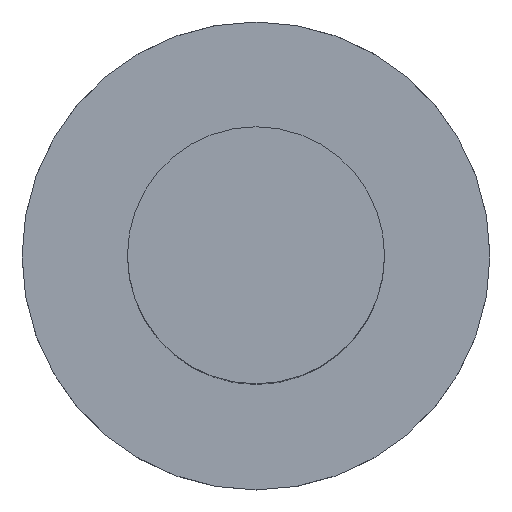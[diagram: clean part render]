
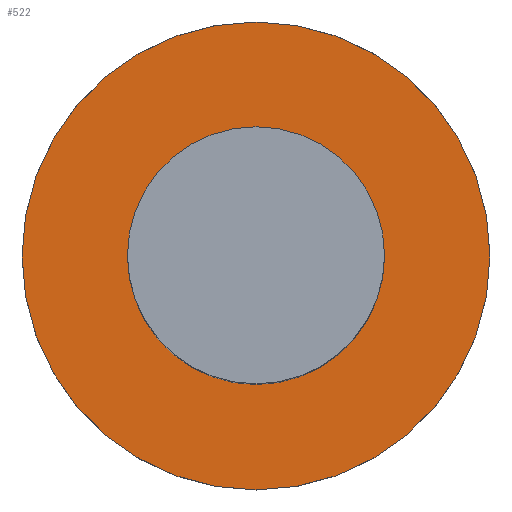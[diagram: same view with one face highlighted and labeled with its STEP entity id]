
A CAD part, top view. The second image highlights one B-rep face of the part: STEP entity #522.
In plain terms, the highlighted planar face has unit normal (0, 0, 1).
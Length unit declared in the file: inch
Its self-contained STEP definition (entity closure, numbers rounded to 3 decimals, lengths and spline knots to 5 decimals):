
#8 = CIRCLE ( 'NONE', #594, 0.04921 ) ;
#49 = DIRECTION ( 'NONE',  ( 0., 0., -1. ) ) ;
#68 = CARTESIAN_POINT ( 'NONE',  ( 0., 0., -0.14567 ) ) ;
#116 = CARTESIAN_POINT ( 'NONE',  ( 0., 0., -0.14567 ) ) ;
#127 = ORIENTED_EDGE ( 'NONE', *, *, #343, .F. ) ;
#144 = EDGE_LOOP ( 'NONE', ( #127, #367 ) ) ;
#156 = DIRECTION ( 'NONE',  ( 0., 0., 1. ) ) ;
#161 = AXIS2_PLACEMENT_3D ( 'NONE', #704, #510, #616 ) ;
#240 = EDGE_CURVE ( 'NONE', #512, #856, #568, .T. ) ;
#243 = ORIENTED_EDGE ( 'NONE', *, *, #543, .F. ) ;
#342 = PLANE ( 'NONE',  #161 ) ;
#343 = EDGE_CURVE ( 'NONE', #856, #512, #528, .T. ) ;
#347 = VERTEX_POINT ( 'NONE', #1102 ) ;
#367 = ORIENTED_EDGE ( 'NONE', *, *, #240, .F. ) ;
#406 = CARTESIAN_POINT ( 'NONE',  ( 0.08957, 0., -0.14567 ) ) ;
#433 = ORIENTED_EDGE ( 'NONE', *, *, #519, .F. ) ;
#499 = AXIS2_PLACEMENT_3D ( 'NONE', #68, #156, #598 ) ;
#510 = DIRECTION ( 'NONE',  ( 0., 0., -1. ) ) ;
#512 = VERTEX_POINT ( 'NONE', #1128 ) ;
#515 = FACE_OUTER_BOUND ( 'NONE', #144, .T. ) ;
#519 = EDGE_CURVE ( 'NONE', #347, #766, #1092, .T. ) ;
#522 = ADVANCED_FACE ( 'NONE', ( #515, #870 ), #342, .F. ) ;
#528 = CIRCLE ( 'NONE', #786, 0.08957 ) ;
#543 = EDGE_CURVE ( 'NONE', #766, #347, #8, .T. ) ;
#568 = CIRCLE ( 'NONE', #840, 0.08957 ) ;
#594 = AXIS2_PLACEMENT_3D ( 'NONE', #858, #882, #1146 ) ;
#598 = DIRECTION ( 'NONE',  ( 1., 0., 0. ) ) ;
#616 = DIRECTION ( 'NONE',  ( 0., -1., 0. ) ) ;
#658 = DIRECTION ( 'NONE',  ( 1., 0., 0. ) ) ;
#672 = CARTESIAN_POINT ( 'NONE',  ( 0.04921, 0., -0.14567 ) ) ;
#704 = CARTESIAN_POINT ( 'NONE',  ( 0., 0., -0.14567 ) ) ;
#735 = EDGE_LOOP ( 'NONE', ( #243, #433 ) ) ;
#739 = CARTESIAN_POINT ( 'NONE',  ( 0., 0., -0.14567 ) ) ;
#766 = VERTEX_POINT ( 'NONE', #672 ) ;
#786 = AXIS2_PLACEMENT_3D ( 'NONE', #116, #49, #658 ) ;
#840 = AXIS2_PLACEMENT_3D ( 'NONE', #739, #1075, #990 ) ;
#856 = VERTEX_POINT ( 'NONE', #406 ) ;
#858 = CARTESIAN_POINT ( 'NONE',  ( 0., 0., -0.14567 ) ) ;
#870 = FACE_BOUND ( 'NONE', #735, .T. ) ;
#882 = DIRECTION ( 'NONE',  ( 0., 0., 1. ) ) ;
#990 = DIRECTION ( 'NONE',  ( 1., 0., 0. ) ) ;
#1075 = DIRECTION ( 'NONE',  ( 0., 0., -1. ) ) ;
#1092 = CIRCLE ( 'NONE', #499, 0.04921 ) ;
#1102 = CARTESIAN_POINT ( 'NONE',  ( -0.04921, 0., -0.14567 ) ) ;
#1128 = CARTESIAN_POINT ( 'NONE',  ( -0.08957, 0., -0.14567 ) ) ;
#1146 = DIRECTION ( 'NONE',  ( 1., 0., 0. ) ) ;
